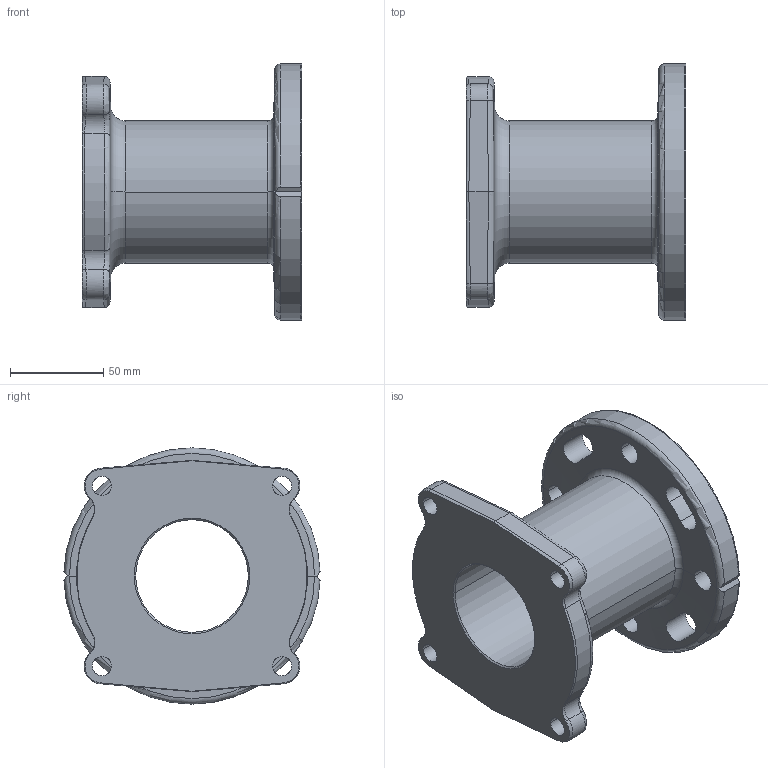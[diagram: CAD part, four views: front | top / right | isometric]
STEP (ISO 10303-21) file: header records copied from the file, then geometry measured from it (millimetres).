
FILE_DESCRIPTION((''),'2;1');
FILE_NAME('D40902','2014-09-24T',('sobri'),(''),'PRO/ENGINEER BY PARAMETRIC TECHNOLOGY CORPORATION, 2011180','PRO/ENGINEER BY PARAMETRIC TECHNOLOGY CORPORATION, 2011180','');
FILE_SCHEMA(('CONFIG_CONTROL_DESIGN'));
Length unit declared in the file: inch
Products named in the file (1): D40902
Bounding box: 117.47 x 137.22 x 137.32 mm (x, y, z)
Volume: 452481.2 mm3; surface area: 101834.8 mm2
Topology: 1 solids, 1 shells, 108 faces, 270 edges, 164 vertices
Faces by surface type: cylinder 52, bspline 24, torus 12, plane 12, cone 8
Entity records: 4994 total; most frequent: CARTESIAN_POINT 2506, ORIENTED_EDGE 540, DIRECTION 466, EDGE_CURVE 270, AXIS2_PLACEMENT_3D 196, VERTEX_POINT 164, EDGE_LOOP 134, CIRCLE 112
